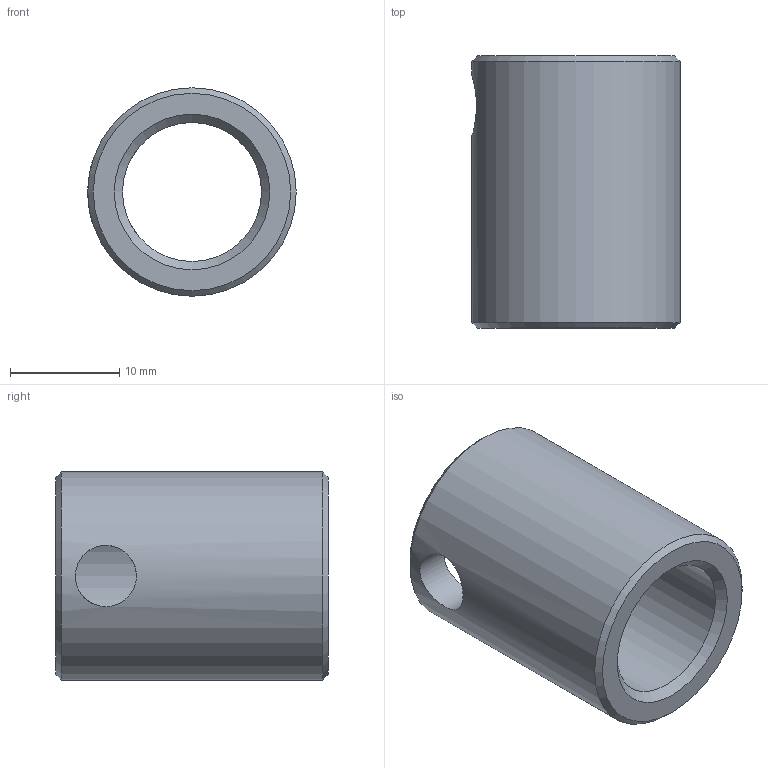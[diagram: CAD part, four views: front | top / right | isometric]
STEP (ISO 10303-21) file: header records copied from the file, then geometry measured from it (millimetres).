
FILE_DESCRIPTION (( 'STEP AP214' ), '1' );
FILE_NAME ('RB52 3_4-1_2.STEP', '2024-04-03T12:10:40', ( '' ), ( '' ), 'SwSTEP 2.0', 'SolidWorks 2023', '' );
FILE_SCHEMA (( 'AUTOMOTIVE_DESIGN' ));
Length unit declared in the file: inch
Products named in the file (1): RB52 3_4-1_2
Bounding box: 19.05 x 24.89 x 19.05 mm (x, y, z)
Volume: 3822.8 mm3; surface area: 2736.7 mm2
Topology: 1 solids, 1 shells, 9 faces, 17 edges, 10 vertices
Faces by surface type: cone 4, cylinder 3, plane 2
Full cylindrical faces by diameter (mm): 5.588 x1, 12.7 x1, 19.05 x1
Entity records: 343 total; most frequent: CARTESIAN_POINT 150, DIRECTION 36, ORIENTED_EDGE 20, EDGE_LOOP 20, AXIS2_PLACEMENT_3D 18, FACE_OUTER_BOUND 12, VERTEX_POINT 10, EDGE_CURVE 10
